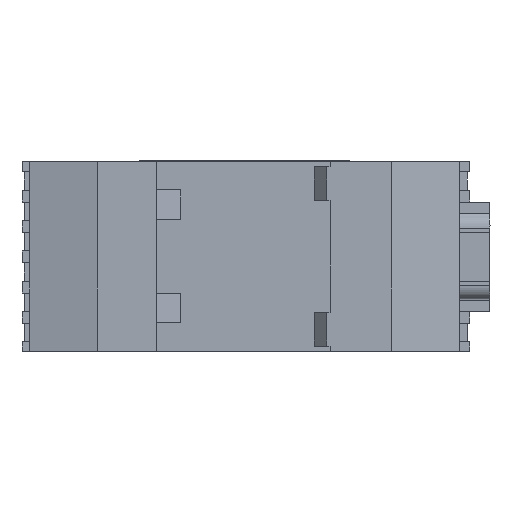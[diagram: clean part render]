
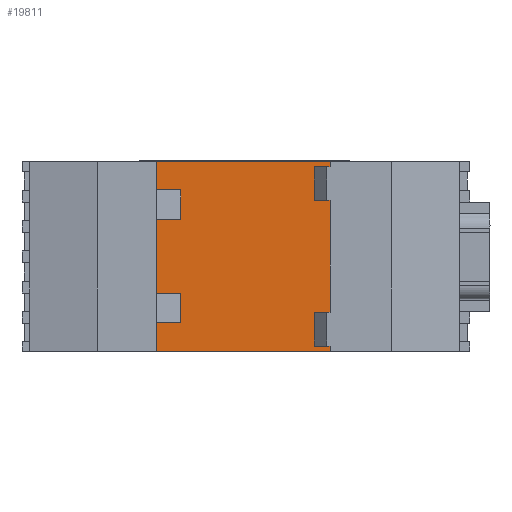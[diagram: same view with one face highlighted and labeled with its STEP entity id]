
A CAD part, left-side view. The second image highlights one B-rep face of the part: STEP entity #19811.
In plain terms, the highlighted planar face has unit normal (-1, 0, 0).
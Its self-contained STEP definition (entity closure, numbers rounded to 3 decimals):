
#18836 = EDGE_LOOP ( 'NONE', ( #25606, #25610, #25608, #25614, #25612, #25616, #25619, #25621, #25623, #25625, #25627, #25629 ) ) ;
#19811 = ADVANCED_FACE ( 'NONE', ( #67496 ), #67233, .F. ) ;
#21119 = VERTEX_POINT ( 'NONE', #85944 ) ;
#21124 = VERTEX_POINT ( 'NONE', #85949 ) ;
#21126 = VERTEX_POINT ( 'NONE', #85953 ) ;
#21127 = VERTEX_POINT ( 'NONE', #85954 ) ;
#21131 = VERTEX_POINT ( 'NONE', #85959 ) ;
#21134 = VERTEX_POINT ( 'NONE', #85962 ) ;
#21140 = VERTEX_POINT ( 'NONE', #85970 ) ;
#21145 = VERTEX_POINT ( 'NONE', #85976 ) ;
#21147 = VERTEX_POINT ( 'NONE', #85978 ) ;
#21148 = VERTEX_POINT ( 'NONE', #85979 ) ;
#21170 = VERTEX_POINT ( 'NONE', #86007 ) ;
#21171 = VERTEX_POINT ( 'NONE', #86008 ) ;
#25606 = ORIENTED_EDGE ( 'NONE', *, *, #27034, .F. ) ;
#25608 = ORIENTED_EDGE ( 'NONE', *, *, #27036, .F. ) ;
#25610 = ORIENTED_EDGE ( 'NONE', *, *, #27032, .F. ) ;
#25612 = ORIENTED_EDGE ( 'NONE', *, *, #27038, .F. ) ;
#25614 = ORIENTED_EDGE ( 'NONE', *, *, #27037, .F. ) ;
#25616 = ORIENTED_EDGE ( 'NONE', *, *, #27040, .F. ) ;
#25619 = ORIENTED_EDGE ( 'NONE', *, *, #27042, .F. ) ;
#25621 = ORIENTED_EDGE ( 'NONE', *, *, #27044, .T. ) ;
#25623 = ORIENTED_EDGE ( 'NONE', *, *, #27045, .F. ) ;
#25625 = ORIENTED_EDGE ( 'NONE', *, *, #27046, .F. ) ;
#25627 = ORIENTED_EDGE ( 'NONE', *, *, #27047, .F. ) ;
#25629 = ORIENTED_EDGE ( 'NONE', *, *, #27049, .F. ) ;
#27032 = EDGE_CURVE ( 'NONE', #21148, #21147, #45308, .T. ) ;
#27034 = EDGE_CURVE ( 'NONE', #21147, #21145, #45309, .T. ) ;
#27036 = EDGE_CURVE ( 'NONE', #21119, #21148, #45310, .T. ) ;
#27037 = EDGE_CURVE ( 'NONE', #21124, #21119, #45311, .T. ) ;
#27038 = EDGE_CURVE ( 'NONE', #21131, #21124, #45312, .T. ) ;
#27040 = EDGE_CURVE ( 'NONE', #21127, #21131, #45313, .T. ) ;
#27042 = EDGE_CURVE ( 'NONE', #21134, #21127, #45314, .T. ) ;
#27044 = EDGE_CURVE ( 'NONE', #21134, #21140, #45315, .T. ) ;
#27045 = EDGE_CURVE ( 'NONE', #21126, #21140, #45316, .T. ) ;
#27046 = EDGE_CURVE ( 'NONE', #21170, #21126, #45317, .T. ) ;
#27047 = EDGE_CURVE ( 'NONE', #21171, #21170, #45318, .T. ) ;
#27049 = EDGE_CURVE ( 'NONE', #21145, #21171, #45319, .T. ) ;
#28131 = VECTOR ( 'NONE', #49068, 1000. ) ;
#28134 = VECTOR ( 'NONE', #49070, 1000. ) ;
#28137 = VECTOR ( 'NONE', #49072, 1000. ) ;
#28140 = VECTOR ( 'NONE', #49074, 1000. ) ;
#28142 = VECTOR ( 'NONE', #49076, 1000. ) ;
#28145 = VECTOR ( 'NONE', #49078, 1000. ) ;
#28148 = VECTOR ( 'NONE', #49080, 1000. ) ;
#28151 = VECTOR ( 'NONE', #49082, 1000. ) ;
#28154 = VECTOR ( 'NONE', #49084, 1000. ) ;
#28156 = VECTOR ( 'NONE', #49086, 1000. ) ;
#28159 = VECTOR ( 'NONE', #49088, 1000. ) ;
#28162 = VECTOR ( 'NONE', #49090, 1000. ) ;
#45308 = LINE ( 'NONE', #49067, #28131 ) ;
#45309 = LINE ( 'NONE', #49069, #28134 ) ;
#45310 = LINE ( 'NONE', #49071, #28137 ) ;
#45311 = LINE ( 'NONE', #49073, #28140 ) ;
#45312 = LINE ( 'NONE', #49075, #28142 ) ;
#45313 = LINE ( 'NONE', #49077, #28145 ) ;
#45314 = LINE ( 'NONE', #49079, #28148 ) ;
#45315 = LINE ( 'NONE', #49081, #28151 ) ;
#45316 = LINE ( 'NONE', #49083, #28154 ) ;
#45317 = LINE ( 'NONE', #49085, #28156 ) ;
#45318 = LINE ( 'NONE', #49087, #28159 ) ;
#45319 = LINE ( 'NONE', #49089, #28162 ) ;
#49067 = CARTESIAN_POINT ( 'NONE',  ( -41.89, -24.647, 39.925 ) ) ;
#49068 = DIRECTION ( 'NONE',  ( 0., 0., -1. ) ) ;
#49069 = CARTESIAN_POINT ( 'NONE',  ( -41.89, 16.653, 4.125 ) ) ;
#49070 = DIRECTION ( 'NONE',  ( 0., 1., 0. ) ) ;
#49071 = CARTESIAN_POINT ( 'NONE',  ( -41.89, 16.653, 30.725 ) ) ;
#49072 = DIRECTION ( 'NONE',  ( 0., -1., 0. ) ) ;
#49073 = CARTESIAN_POINT ( 'NONE',  ( -41.89, -21.847, 39.925 ) ) ;
#49074 = DIRECTION ( 'NONE',  ( 0., 0., -1. ) ) ;
#49075 = CARTESIAN_POINT ( 'NONE',  ( -41.89, 16.653, 38.725 ) ) ;
#49076 = DIRECTION ( 'NONE',  ( 0., 1., 0. ) ) ;
#49077 = CARTESIAN_POINT ( 'NONE',  ( -41.89, -24.647, 39.925 ) ) ;
#49078 = DIRECTION ( 'NONE',  ( 0., 0., -1. ) ) ;
#49079 = CARTESIAN_POINT ( 'NONE',  ( -41.89, 16.653, 39.925 ) ) ;
#49080 = DIRECTION ( 'NONE',  ( 0., -1., 0. ) ) ;
#49081 = CARTESIAN_POINT ( 'NONE',  ( -41.89, 16.653, 39.925 ) ) ;
#49082 = DIRECTION ( 'NONE',  ( 0., 0., -1. ) ) ;
#49083 = CARTESIAN_POINT ( 'NONE',  ( -41.89, 18.853, -5.075 ) ) ;
#49084 = DIRECTION ( 'NONE',  ( 0., 1., 0. ) ) ;
#49085 = CARTESIAN_POINT ( 'NONE',  ( -41.89, -24.647, 39.925 ) ) ;
#49086 = DIRECTION ( 'NONE',  ( 0., 0., -1. ) ) ;
#49087 = CARTESIAN_POINT ( 'NONE',  ( -41.89, 16.653, -3.875 ) ) ;
#49088 = DIRECTION ( 'NONE',  ( 0., -1., 0. ) ) ;
#49089 = CARTESIAN_POINT ( 'NONE',  ( -41.89, -21.847, 39.925 ) ) ;
#49090 = DIRECTION ( 'NONE',  ( 0., 0., -1. ) ) ;
#67233 = PLANE ( 'NONE',  #67772 ) ;
#67234 = CARTESIAN_POINT ( 'NONE',  ( -41.89, 16.653, 39.925 ) ) ;
#67235 = DIRECTION ( 'NONE',  ( 1., 0., 0. ) ) ;
#67236 = DIRECTION ( 'NONE',  ( 0., 0., -1. ) ) ;
#67496 = FACE_OUTER_BOUND ( 'NONE', #18836, .T. ) ;
#67772 = AXIS2_PLACEMENT_3D ( 'NONE', #67234, #67235, #67236 ) ;
#85944 = CARTESIAN_POINT ( 'NONE',  ( -41.89, -21.847, 30.725 ) ) ;
#85949 = CARTESIAN_POINT ( 'NONE',  ( -41.89, -21.847, 38.725 ) ) ;
#85953 = CARTESIAN_POINT ( 'NONE',  ( -41.89, -24.647, -5.075 ) ) ;
#85954 = CARTESIAN_POINT ( 'NONE',  ( -41.89, -24.647, 39.925 ) ) ;
#85959 = CARTESIAN_POINT ( 'NONE',  ( -41.89, -24.647, 38.725 ) ) ;
#85962 = CARTESIAN_POINT ( 'NONE',  ( -41.89, 16.653, 39.925 ) ) ;
#85970 = CARTESIAN_POINT ( 'NONE',  ( -41.89, 16.653, -5.075 ) ) ;
#85976 = CARTESIAN_POINT ( 'NONE',  ( -41.89, -21.847, 4.125 ) ) ;
#85978 = CARTESIAN_POINT ( 'NONE',  ( -41.89, -24.647, 4.125 ) ) ;
#85979 = CARTESIAN_POINT ( 'NONE',  ( -41.89, -24.647, 30.725 ) ) ;
#86007 = CARTESIAN_POINT ( 'NONE',  ( -41.89, -24.647, -3.875 ) ) ;
#86008 = CARTESIAN_POINT ( 'NONE',  ( -41.89, -21.847, -3.875 ) ) ;
